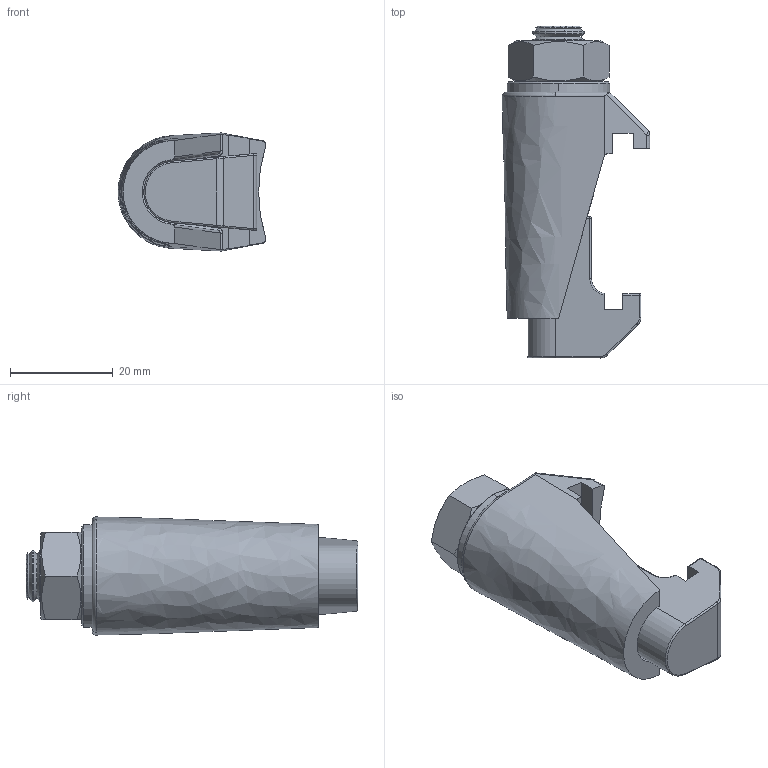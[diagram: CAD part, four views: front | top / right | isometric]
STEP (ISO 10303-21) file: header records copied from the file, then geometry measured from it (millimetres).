
FILE_DESCRIPTION (( 'STEP AP214' ), '1' );
FILE_NAME ('Hositrad_ISO63-C.STEP', '2024-12-23T11:18:03', ( '' ), ( '' ), 'SwSTEP 2.0', 'SolidWorks 2022', '' );
FILE_SCHEMA (( 'AUTOMOTIVE_DESIGN' ));
Length unit declared in the file: millimetre
Products named in the file (6): plain washer grade c_din_Washer DIN 126 - 11; Hositrad_ISO63-C; Nut-M10; Clamp-ISO63C-Out-b; Clamp-ISO63C; studbolt_din_DIN 976-1 -- M10 x 50 A-- S
Assembly tree (5 placements, depth 2):
  Hositrad_ISO63-C
    Clamp-ISO63C
    studbolt_din_DIN 976-1 -- M10 x 50 A-- S
    plain washer grade c_din_Washer DIN 126 - 11
    Clamp-ISO63C-Out-b
    Nut-M10
Bounding box: 28.71 x 64.54 x 22.96 mm (x, y, z)
Volume: 18243 mm3; surface area: 11312 mm2
Topology: 5 solids, 5 shells, 321 faces, 731 edges, 415 vertices
Faces by surface type: cone 154, cylinder 107, plane 37, bspline 23
Entity records: 13312 total; most frequent: CARTESIAN_POINT 2604, DIRECTION 1596, ORIENTED_EDGE 1450, EDGE_CURVE 725, AXIS2_PLACEMENT_3D 633, VERTEX_POINT 415, LINE 330, VECTOR 330
